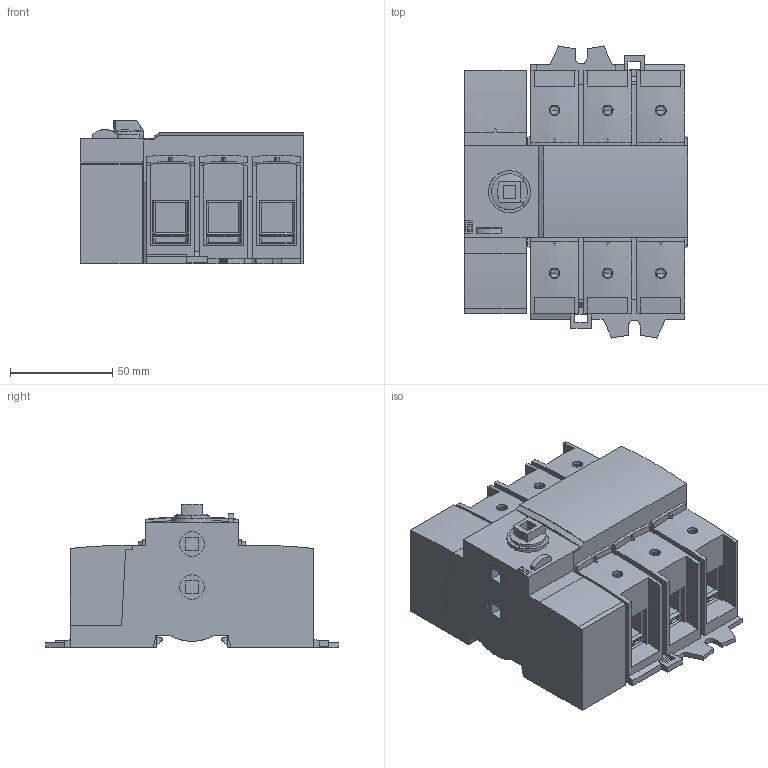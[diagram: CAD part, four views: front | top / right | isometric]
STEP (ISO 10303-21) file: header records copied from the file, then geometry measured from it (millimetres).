
FILE_DESCRIPTION((''),'2;1');
FILE_NAME('22003016_ASM','2023-08-29T15:09:07',('klemen.sitar'),('Audax d.o.o.'),'CREO PARAMETRIC BY PTC INC, 2021304','CREO PARAMETRIC BY PTC INC, 2021304','');
FILE_SCHEMA(('AP242_MANAGED_MODEL_BASED_3D_ENGINEERING_MIM_LF { 1 0 10303 442 1 1 4 }'));
Length unit declared in the file: millimetre
Products named in the file (12): PRT0002; PRT0003; PRT0004; PRT0005; PRT0006; PRT0007; PRT0008; PRT0009; PART1_1_3_1; LOGO_ASM_1_ASM_1_ASM; ETI_LOGO_6_6X3_5MM_-_WITH_BORDE_ASM; 22003016_ASM
Assembly tree (11 placements, depth 4):
  22003016_ASM
    PRT0002
    PRT0003
    PRT0004
    PRT0005
    PRT0006
    PRT0007
    PRT0008
    PRT0009
    ETI_LOGO_6_6X3_5MM_-_WITH_BORDE_ASM
      LOGO_ASM_1_ASM_1_ASM
        PART1_1_3_1
Bounding box: 109 x 142.91 x 69.9 mm (x, y, z)
Volume: 566455.7 mm3; surface area: 127419 mm2
Topology: 22 solids, 22 shells, 820 faces, 2287 edges, 1513 vertices
Faces by surface type: plane 716, cylinder 81, cone 15, torus 6, extrusion 1, sphere 1
Entity records: 41898 total; most frequent: CARTESIAN_POINT 6039, ORIENTED_EDGE 4550, DIRECTION 4063, PRESENTATION_STYLE_ASSIGNMENT 3118, STYLED_ITEM 3118, CURVE_STYLE 2276, EDGE_CURVE 2275, VECTOR 1943
